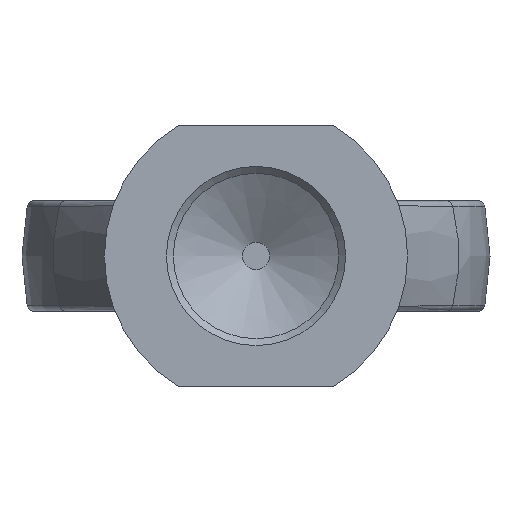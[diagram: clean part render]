
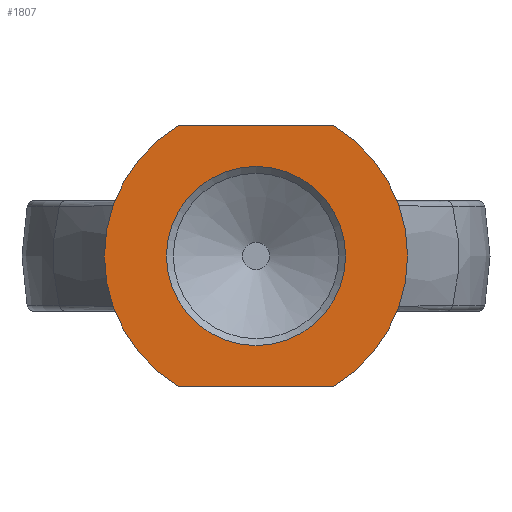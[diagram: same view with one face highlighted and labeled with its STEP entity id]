
A CAD part, front view. The second image highlights one B-rep face of the part: STEP entity #1807.
In plain terms, the highlighted planar face has unit normal (0, -1, 0).
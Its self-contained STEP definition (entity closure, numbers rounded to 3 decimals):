
#17 = CARTESIAN_POINT ( 'NONE',  ( -5.491, -50., 9.3 ) ) ;
#28 = EDGE_CURVE ( 'NONE', #2147, #1024, #1943, .T. ) ;
#55 = CARTESIAN_POINT ( 'NONE',  ( -5.491, -50., 9.5 ) ) ;
#254 = ORIENTED_EDGE ( 'NONE', *, *, #403, .T. ) ;
#260 = EDGE_LOOP ( 'NONE', ( #1736, #1776, #1844, #254, #993, #1578, #1040, #1166 ) ) ;
#323 = VERTEX_POINT ( 'NONE', #812 ) ;
#369 = EDGE_CURVE ( 'NONE', #954, #932, #2209, .T. ) ;
#377 = CIRCLE ( 'NONE', #1267, 0.2 ) ;
#379 = FACE_OUTER_BOUND ( 'NONE', #260, .T. ) ;
#403 = EDGE_CURVE ( 'NONE', #323, #954, #1029, .T. ) ;
#422 = EDGE_CURVE ( 'NONE', #470, #1054, #499, .T. ) ;
#430 = DIRECTION ( 'NONE',  ( 0., -1., 0. ) ) ;
#464 = DIRECTION ( 'NONE',  ( 0., -1., 0. ) ) ;
#470 = VERTEX_POINT ( 'NONE', #490 ) ;
#476 = CARTESIAN_POINT ( 'NONE',  ( 0., -50., 0. ) ) ;
#488 = CARTESIAN_POINT ( 'NONE',  ( 0., -50., -6.5 ) ) ;
#490 = CARTESIAN_POINT ( 'NONE',  ( -5.593, -50., 9.472 ) ) ;
#496 = VECTOR ( 'NONE', #1955, 1000. ) ;
#499 = CIRCLE ( 'NONE', #1441, 11. ) ;
#504 = AXIS2_PLACEMENT_3D ( 'NONE', #17, #843, #1688 ) ;
#540 = DIRECTION ( 'NONE',  ( 0., 0., -1. ) ) ;
#589 = AXIS2_PLACEMENT_3D ( 'NONE', #1524, #1117, #1952 ) ;
#700 = VERTEX_POINT ( 'NONE', #488 ) ;
#710 = AXIS2_PLACEMENT_3D ( 'NONE', #807, #1060, #1073 ) ;
#807 = CARTESIAN_POINT ( 'NONE',  ( 0., -50., 0. ) ) ;
#812 = CARTESIAN_POINT ( 'NONE',  ( 5.491, -50., -9.5 ) ) ;
#843 = DIRECTION ( 'NONE',  ( 0., -1., 0. ) ) ;
#889 = EDGE_CURVE ( 'NONE', #1054, #2452, #1696, .T. ) ;
#892 = DIRECTION ( 'NONE',  ( 0., 0., -1. ) ) ;
#912 = CARTESIAN_POINT ( 'NONE',  ( -17., -50., -9.5 ) ) ;
#932 = VERTEX_POINT ( 'NONE', #1689 ) ;
#954 = VERTEX_POINT ( 'NONE', #2094 ) ;
#979 = DIRECTION ( 'NONE',  ( 0., -1., 0. ) ) ;
#993 = ORIENTED_EDGE ( 'NONE', *, *, #369, .T. ) ;
#1024 = VERTEX_POINT ( 'NONE', #1082 ) ;
#1029 = CIRCLE ( 'NONE', #1828, 0.2 ) ;
#1040 = ORIENTED_EDGE ( 'NONE', *, *, #28, .F. ) ;
#1052 = CARTESIAN_POINT ( 'NONE',  ( 0., -50., 0. ) ) ;
#1054 = VERTEX_POINT ( 'NONE', #2144 ) ;
#1060 = DIRECTION ( 'NONE',  ( 0., 1., 0. ) ) ;
#1073 = DIRECTION ( 'NONE',  ( 0., 0., -1. ) ) ;
#1082 = CARTESIAN_POINT ( 'NONE',  ( 5.491, -50., 9.5 ) ) ;
#1117 = DIRECTION ( 'NONE',  ( 0., -1., 0. ) ) ;
#1166 = ORIENTED_EDGE ( 'NONE', *, *, #1838, .T. ) ;
#1202 = CIRCLE ( 'NONE', #710, 6.5 ) ;
#1267 = AXIS2_PLACEMENT_3D ( 'NONE', #1645, #430, #2311 ) ;
#1327 = LINE ( 'NONE', #912, #2662 ) ;
#1441 = AXIS2_PLACEMENT_3D ( 'NONE', #476, #464, #892 ) ;
#1524 = CARTESIAN_POINT ( 'NONE',  ( 0., -50., 0. ) ) ;
#1536 = EDGE_CURVE ( 'NONE', #932, #1024, #377, .T. ) ;
#1578 = ORIENTED_EDGE ( 'NONE', *, *, #1536, .T. ) ;
#1592 = CARTESIAN_POINT ( 'NONE',  ( -5.491, -50., -9.3 ) ) ;
#1607 = EDGE_LOOP ( 'NONE', ( #2361 ) ) ;
#1645 = CARTESIAN_POINT ( 'NONE',  ( 5.491, -50., 9.3 ) ) ;
#1675 = DIRECTION ( 'NONE',  ( 0., 0., -1. ) ) ;
#1688 = DIRECTION ( 'NONE',  ( 0., 0., -1. ) ) ;
#1689 = CARTESIAN_POINT ( 'NONE',  ( 5.593, -50., 9.472 ) ) ;
#1696 = CIRCLE ( 'NONE', #2380, 0.2 ) ;
#1703 = CIRCLE ( 'NONE', #504, 0.2 ) ;
#1705 = CARTESIAN_POINT ( 'NONE',  ( -17., -50., 9.5 ) ) ;
#1736 = ORIENTED_EDGE ( 'NONE', *, *, #422, .T. ) ;
#1776 = ORIENTED_EDGE ( 'NONE', *, *, #889, .T. ) ;
#1807 = ADVANCED_FACE ( 'NONE', ( #2253, #379 ), #2039, .T. ) ;
#1826 = CARTESIAN_POINT ( 'NONE',  ( -5.491, -50., -9.5 ) ) ;
#1828 = AXIS2_PLACEMENT_3D ( 'NONE', #2555, #2346, #1915 ) ;
#1838 = EDGE_CURVE ( 'NONE', #2147, #470, #1703, .T. ) ;
#1844 = ORIENTED_EDGE ( 'NONE', *, *, #2146, .F. ) ;
#1892 = DIRECTION ( 'NONE',  ( 0., -1., 0. ) ) ;
#1915 = DIRECTION ( 'NONE',  ( 0., 0., -1. ) ) ;
#1943 = LINE ( 'NONE', #1705, #496 ) ;
#1952 = DIRECTION ( 'NONE',  ( 0., 0., -1. ) ) ;
#1955 = DIRECTION ( 'NONE',  ( 1., 0., 0. ) ) ;
#2039 = PLANE ( 'NONE',  #2171 ) ;
#2063 = EDGE_CURVE ( 'NONE', #700, #700, #1202, .T. ) ;
#2094 = CARTESIAN_POINT ( 'NONE',  ( 5.593, -50., -9.472 ) ) ;
#2144 = CARTESIAN_POINT ( 'NONE',  ( -5.593, -50., -9.472 ) ) ;
#2146 = EDGE_CURVE ( 'NONE', #323, #2452, #1327, .T. ) ;
#2147 = VERTEX_POINT ( 'NONE', #55 ) ;
#2171 = AXIS2_PLACEMENT_3D ( 'NONE', #1052, #1892, #1675 ) ;
#2209 = CIRCLE ( 'NONE', #589, 11. ) ;
#2253 = FACE_BOUND ( 'NONE', #1607, .T. ) ;
#2311 = DIRECTION ( 'NONE',  ( 0., 0., -1. ) ) ;
#2346 = DIRECTION ( 'NONE',  ( 0., -1., 0. ) ) ;
#2361 = ORIENTED_EDGE ( 'NONE', *, *, #2063, .T. ) ;
#2380 = AXIS2_PLACEMENT_3D ( 'NONE', #1592, #979, #540 ) ;
#2452 = VERTEX_POINT ( 'NONE', #1826 ) ;
#2555 = CARTESIAN_POINT ( 'NONE',  ( 5.491, -50., -9.3 ) ) ;
#2574 = DIRECTION ( 'NONE',  ( -1., 0., 0. ) ) ;
#2662 = VECTOR ( 'NONE', #2574, 1000. ) ;
